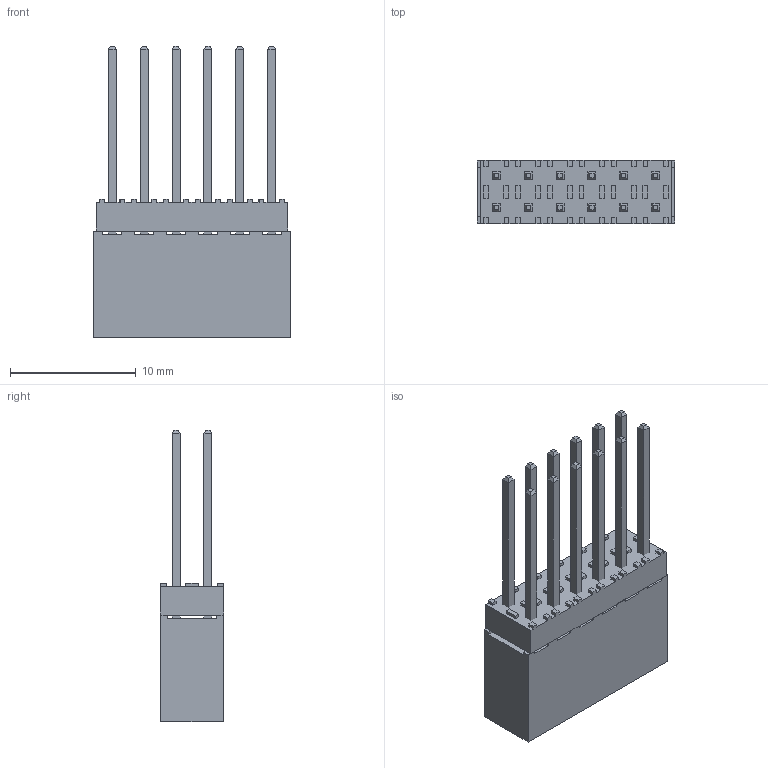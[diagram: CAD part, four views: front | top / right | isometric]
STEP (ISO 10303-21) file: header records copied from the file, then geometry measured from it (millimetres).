
FILE_DESCRIPTION(('FreeCAD Model'),'2;1');
FILE_NAME('ESQ_106_14_L_D_cp.step', '2019-04-07T16:09:11',('kicad StepUp'),('ksu MCAD'), 'Open CASCADE STEP processor 7.2','FreeCAD','Unknown');
FILE_SCHEMA(('AUTOMOTIVE_DESIGN { 1 0 10303 214 1 1 1 1 }'));
Length unit declared in the file: millimetre
Products named in the file (1): ESQ_106_14_L_D_cp
Bounding box: 15.75 x 5.08 x 23.24 mm (x, y, z)
Volume: 863.2 mm3; surface area: 1754.6 mm2
Topology: 3 solids, 3 shells, 526 faces, 1368 edges, 896 vertices
Faces by surface type: plane 514, cylinder 12
Entity records: 19403 total; most frequent: CARTESIAN_POINT 2791, ORIENTED_EDGE 2736, DIRECTION 2446, EDGE_CURVE 1368, LINE 1344, VECTOR 1344, VERTEX_POINT 896, FACE_BOUND 574
